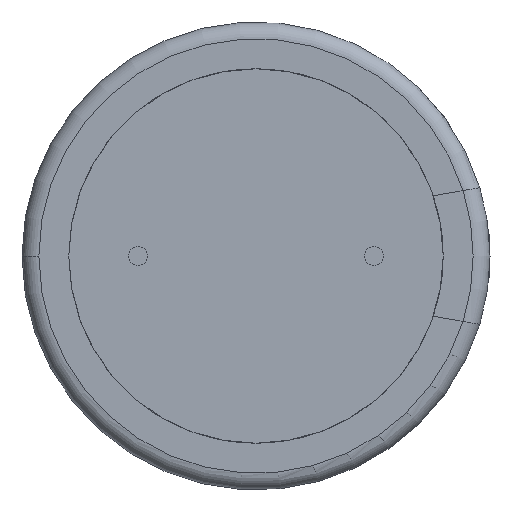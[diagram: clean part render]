
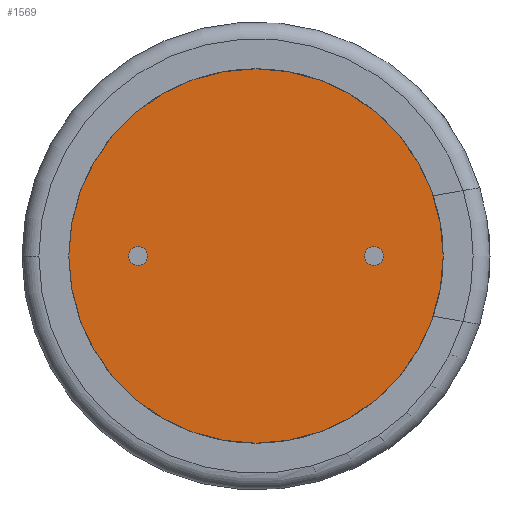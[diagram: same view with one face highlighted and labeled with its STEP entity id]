
A CAD part, front view. The second image highlights one B-rep face of the part: STEP entity #1569.
In plain terms, the highlighted planar face has unit normal (0, -1, 0).
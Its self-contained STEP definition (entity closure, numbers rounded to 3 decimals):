
#46 = DIRECTION ( 'NONE',  ( 0., 1., 0. ) ) ;
#77 = AXIS2_PLACEMENT_3D ( 'NONE', #1124, #1867, #2015 ) ;
#106 = FACE_BOUND ( 'NONE', #1440, .T. ) ;
#128 = AXIS2_PLACEMENT_3D ( 'NONE', #464, #1575, #1224 ) ;
#289 = CARTESIAN_POINT ( 'NONE',  ( 0., 0., 0. ) ) ;
#290 = ORIENTED_EDGE ( 'NONE', *, *, #1749, .F. ) ;
#370 = EDGE_LOOP ( 'NONE', ( #1614, #2200 ) ) ;
#373 = EDGE_CURVE ( 'NONE', #1701, #1216, #1057, .T. ) ;
#455 = VERTEX_POINT ( 'NONE', #1426 ) ;
#464 = CARTESIAN_POINT ( 'NONE',  ( -6.3, 0., 0. ) ) ;
#466 = DIRECTION ( 'NONE',  ( 0., 1., 0. ) ) ;
#517 = CIRCLE ( 'NONE', #1765, 0.5 ) ;
#528 = AXIS2_PLACEMENT_3D ( 'NONE', #1481, #721, #2221 ) ;
#534 = AXIS2_PLACEMENT_3D ( 'NONE', #289, #466, #1218 ) ;
#562 = ORIENTED_EDGE ( 'NONE', *, *, #875, .F. ) ;
#599 = CIRCLE ( 'NONE', #1827, 10. ) ;
#716 = FACE_OUTER_BOUND ( 'NONE', #370, .T. ) ;
#721 = DIRECTION ( 'NONE',  ( 0., -1., 0. ) ) ;
#734 = VERTEX_POINT ( 'NONE', #1361 ) ;
#748 = DIRECTION ( 'NONE',  ( -1., 0., 0. ) ) ;
#875 = EDGE_CURVE ( 'NONE', #1190, #1621, #2040, .T. ) ;
#912 = CARTESIAN_POINT ( 'NONE',  ( 6.3, 0., -0.5 ) ) ;
#928 = DIRECTION ( 'NONE',  ( 0., 1., 0. ) ) ;
#980 = ORIENTED_EDGE ( 'NONE', *, *, #2236, .F. ) ;
#1057 = CIRCLE ( 'NONE', #534, 10. ) ;
#1110 = CIRCLE ( 'NONE', #528, 0.5 ) ;
#1112 = EDGE_CURVE ( 'NONE', #455, #734, #1110, .T. ) ;
#1114 = CARTESIAN_POINT ( 'NONE',  ( -10., 0., 0. ) ) ;
#1124 = CARTESIAN_POINT ( 'NONE',  ( 6.3, 0., 0. ) ) ;
#1148 = CARTESIAN_POINT ( 'NONE',  ( 0., 0., 0. ) ) ;
#1190 = VERTEX_POINT ( 'NONE', #1713 ) ;
#1216 = VERTEX_POINT ( 'NONE', #1506 ) ;
#1218 = DIRECTION ( 'NONE',  ( -1., 0., 0. ) ) ;
#1224 = DIRECTION ( 'NONE',  ( -1., 0., 0. ) ) ;
#1256 = EDGE_CURVE ( 'NONE', #1216, #1701, #599, .T. ) ;
#1361 = CARTESIAN_POINT ( 'NONE',  ( -6.3, 0., 0.5 ) ) ;
#1426 = CARTESIAN_POINT ( 'NONE',  ( -6.3, 0., -0.5 ) ) ;
#1440 = EDGE_LOOP ( 'NONE', ( #980, #1913 ) ) ;
#1465 = CARTESIAN_POINT ( 'NONE',  ( 0., 0., 0. ) ) ;
#1469 = CIRCLE ( 'NONE', #128, 0.5 ) ;
#1475 = FACE_BOUND ( 'NONE', #1499, .T. ) ;
#1481 = CARTESIAN_POINT ( 'NONE',  ( -6.3, 0., 0. ) ) ;
#1499 = EDGE_LOOP ( 'NONE', ( #562, #290 ) ) ;
#1506 = CARTESIAN_POINT ( 'NONE',  ( 10., 0., 0. ) ) ;
#1569 = ADVANCED_FACE ( 'NONE', ( #106, #1475, #716 ), #1649, .F. ) ;
#1575 = DIRECTION ( 'NONE',  ( 0., -1., 0. ) ) ;
#1614 = ORIENTED_EDGE ( 'NONE', *, *, #373, .F. ) ;
#1621 = VERTEX_POINT ( 'NONE', #912 ) ;
#1649 = PLANE ( 'NONE',  #2276 ) ;
#1688 = DIRECTION ( 'NONE',  ( 0., -1., 0. ) ) ;
#1701 = VERTEX_POINT ( 'NONE', #1114 ) ;
#1713 = CARTESIAN_POINT ( 'NONE',  ( 6.3, 0., 0.5 ) ) ;
#1749 = EDGE_CURVE ( 'NONE', #1621, #1190, #517, .T. ) ;
#1765 = AXIS2_PLACEMENT_3D ( 'NONE', #1909, #1688, #2246 ) ;
#1827 = AXIS2_PLACEMENT_3D ( 'NONE', #1148, #46, #748 ) ;
#1836 = DIRECTION ( 'NONE',  ( -1., 0., 0. ) ) ;
#1867 = DIRECTION ( 'NONE',  ( 0., -1., 0. ) ) ;
#1909 = CARTESIAN_POINT ( 'NONE',  ( 6.3, 0., 0. ) ) ;
#1913 = ORIENTED_EDGE ( 'NONE', *, *, #1112, .F. ) ;
#2015 = DIRECTION ( 'NONE',  ( -1., 0., 0. ) ) ;
#2040 = CIRCLE ( 'NONE', #77, 0.5 ) ;
#2200 = ORIENTED_EDGE ( 'NONE', *, *, #1256, .F. ) ;
#2221 = DIRECTION ( 'NONE',  ( -1., 0., 0. ) ) ;
#2236 = EDGE_CURVE ( 'NONE', #734, #455, #1469, .T. ) ;
#2246 = DIRECTION ( 'NONE',  ( -1., 0., 0. ) ) ;
#2276 = AXIS2_PLACEMENT_3D ( 'NONE', #1465, #928, #1836 ) ;
